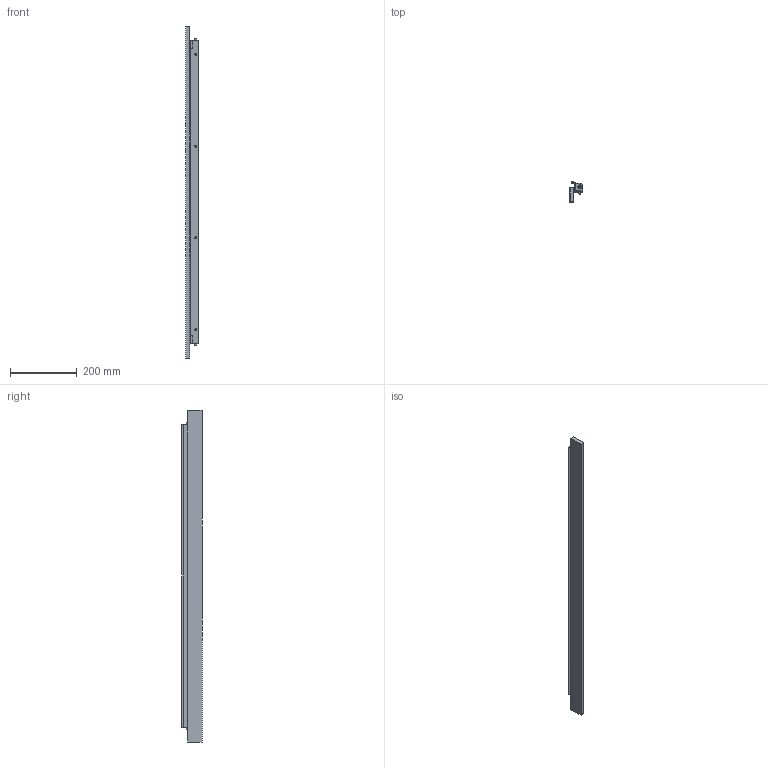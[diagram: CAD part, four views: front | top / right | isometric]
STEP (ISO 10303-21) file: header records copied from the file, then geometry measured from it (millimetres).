
FILE_DESCRIPTION (( 'STEP AP203' ), '1' );
FILE_NAME ('1FO-00-PWSK-100 FORMAT Ôàëüø-ïàíåëü êîìïåíñàöèîííàÿ 1000 IEK.STEP', '2025-01-13T07:19:22', ( '' ), ( '' ), 'SwSTEP 2.0', 'SolidWorks 2022', '' );
FILE_SCHEMA (( 'CONFIG_CONTROL_DESIGN' ));
Length unit declared in the file: millimetre
Products named in the file (1): 1FO-00-PWSK-100 FORMAT Фальш-панель компенсационная 1000 IEK
Bounding box: 37.6 x 60.1 x 995 mm (x, y, z)
Volume: 227698.4 mm3; surface area: 251600.3 mm2
Topology: 1 solids, 1 shells, 264 faces, 670 edges, 430 vertices
Faces by surface type: cylinder 130, plane 86, cone 24, torus 24
Entity records: 8123 total; most frequent: DIRECTION 1532, CARTESIAN_POINT 1365, ORIENTED_EDGE 1340, EDGE_CURVE 670, AXIS2_PLACEMENT_3D 597, VERTEX_POINT 430, LINE 338, VECTOR 338
